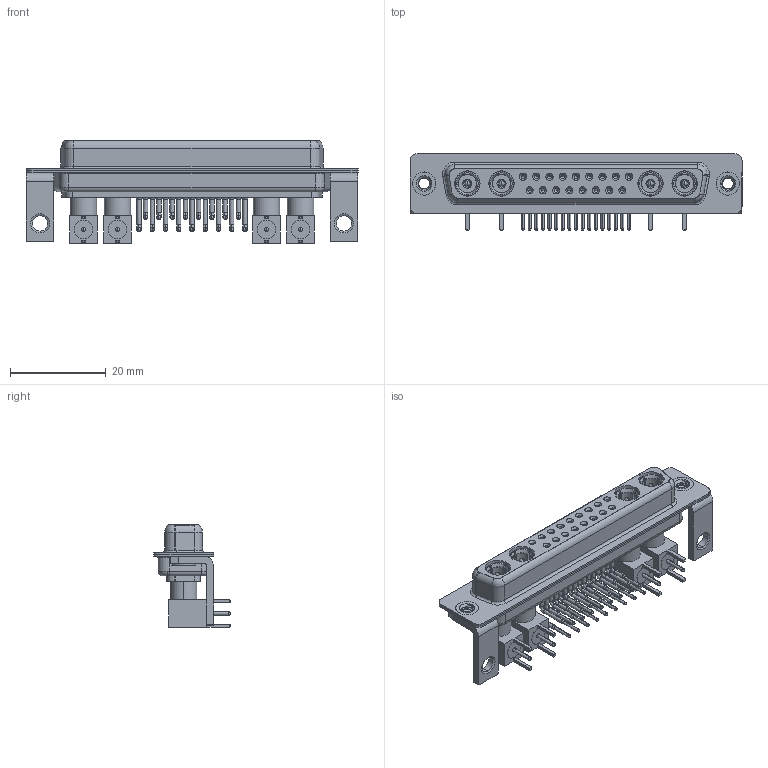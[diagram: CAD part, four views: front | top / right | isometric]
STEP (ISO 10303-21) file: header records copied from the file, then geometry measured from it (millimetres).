
FILE_DESCRIPTION (( 'STEP AP203' ), '1' );
FILE_NAME ('630-21W4640-5T4.STEP', '2022-06-08T18:56:21', ( '' ), ( '' ), 'SwSTEP 2.0', 'SolidWorks 2020', '' );
FILE_SCHEMA (( 'CONFIG_CONTROL_DESIGN' ));
Length unit declared in the file: millimetre
Products named in the file (18): RA Back Shell; 630Combo Housing_21W4; 630Combo Shell Front_37 Contacts; Pin_RA; 630Combo Contact Row 2; Insulator Pin_Straight PC Tail; Co-Ax Plug Assy_RA; 630Combo Shell Rear_37 Contacts; 630Combo Stabilizer Bracket; Co-Ax Plug_RA PC Tail; 630Combo Contact Row 1; 630-21W4640-5T4; Insulator RA Pin; 630Combo Threaded Rivet_3; Locking Collar
Assembly tree (52 placements, depth 3):
  630-21W4640-5T4
    630Combo Housing_21W4
    630Combo Shell Front_37 Contacts
    630Combo Shell Rear_37 Contacts
    630Combo Threaded Rivet_3  x2
    630Combo Stabilizer Bracket  x2
    Co-Ax Plug Assy_RA
      Co-Ax Plug_RA PC Tail
      Insulator Pin_Straight PC Tail
      Pin_RA
      Locking Collar
      RA Back Shell
      Insulator RA Pin
    Co-Ax Plug Assy_RA
      Co-Ax Plug_RA PC Tail
      Insulator Pin_Straight PC Tail
      Pin_RA
      Locking Collar
      RA Back Shell
      Insulator RA Pin
    Co-Ax Plug Assy_RA
      Co-Ax Plug_RA PC Tail
      Insulator Pin_Straight PC Tail
      Pin_RA
      Locking Collar
      RA Back Shell
      Insulator RA Pin
    Co-Ax Plug Assy_RA
      Co-Ax Plug_RA PC Tail
      Insulator Pin_Straight PC Tail
      Pin_RA
      Locking Collar
      RA Back Shell
      Insulator RA Pin
    630Combo Contact Row 1  x9
    630Combo Contact Row 2  x8
Bounding box: 69.4 x 16 x 21.41 mm (x, y, z)
Volume: 6607 mm3; surface area: 15630.4 mm2
Topology: 48 solids, 48 shells, 1892 faces, 4690 edges, 2946 vertices
Faces by surface type: cylinder 806, plane 610, cone 301, torus 81, bspline 78, sphere 16
Entity records: 26655 total; most frequent: CARTESIAN_POINT 5695, DIRECTION 4162, ORIENTED_EDGE 3528, EDGE_CURVE 1764, AXIS2_PLACEMENT_3D 1714, VERTEX_POINT 1123, CIRCLE 917, EDGE_LOOP 901
